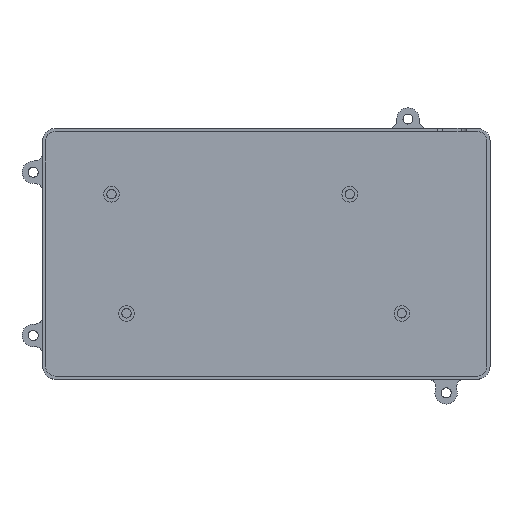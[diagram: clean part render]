
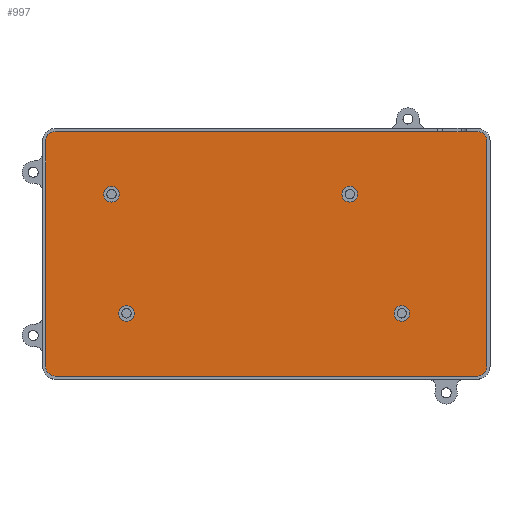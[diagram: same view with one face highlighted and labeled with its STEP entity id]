
A CAD part, top view. The second image highlights one B-rep face of the part: STEP entity #997.
In plain terms, the highlighted planar face has unit normal (0, 0, 1).
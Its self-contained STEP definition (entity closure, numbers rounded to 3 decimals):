
#16=FACE_BOUND('',#135,.T.);
#17=FACE_BOUND('',#136,.T.);
#18=FACE_BOUND('',#137,.T.);
#19=FACE_BOUND('',#138,.T.);
#39=PLANE('',#1077);
#71=FACE_OUTER_BOUND('',#134,.T.);
#134=EDGE_LOOP('',(#717,#718,#719,#720,#721,#722,#723,#724));
#135=EDGE_LOOP('',(#725));
#136=EDGE_LOOP('',(#726));
#137=EDGE_LOOP('',(#727));
#138=EDGE_LOOP('',(#728));
#215=LINE('',#1549,#291);
#228=LINE('',#1600,#304);
#229=LINE('',#1604,#305);
#230=LINE('',#1608,#306);
#291=VECTOR('',#1209,10.);
#304=VECTOR('',#1256,10.);
#305=VECTOR('',#1259,10.);
#306=VECTOR('',#1262,10.);
#374=CIRCLE('',#1075,2.5);
#375=CIRCLE('',#1078,3.);
#376=CIRCLE('',#1079,3.);
#377=CIRCLE('',#1080,3.);
#378=CIRCLE('',#1081,3.);
#379=CIRCLE('',#1082,2.5);
#380=CIRCLE('',#1083,2.5);
#381=CIRCLE('',#1084,2.5);
#436=VERTEX_POINT('',#1546);
#437=VERTEX_POINT('',#1548);
#456=VERTEX_POINT('',#1593);
#457=VERTEX_POINT('',#1598);
#458=VERTEX_POINT('',#1599);
#459=VERTEX_POINT('',#1601);
#460=VERTEX_POINT('',#1603);
#461=VERTEX_POINT('',#1605);
#462=VERTEX_POINT('',#1607);
#463=VERTEX_POINT('',#1611);
#464=VERTEX_POINT('',#1613);
#465=VERTEX_POINT('',#1615);
#535=EDGE_CURVE('',#437,#436,#215,.T.);
#559=EDGE_CURVE('',#456,#456,#374,.T.);
#560=EDGE_CURVE('',#457,#458,#228,.T.);
#561=EDGE_CURVE('',#458,#459,#375,.T.);
#562=EDGE_CURVE('',#459,#460,#229,.T.);
#563=EDGE_CURVE('',#460,#461,#376,.T.);
#564=EDGE_CURVE('',#461,#462,#230,.T.);
#565=EDGE_CURVE('',#462,#437,#377,.T.);
#566=EDGE_CURVE('',#436,#457,#378,.T.);
#567=EDGE_CURVE('',#463,#463,#379,.T.);
#568=EDGE_CURVE('',#464,#464,#380,.T.);
#569=EDGE_CURVE('',#465,#465,#381,.T.);
#717=ORIENTED_EDGE('',*,*,#560,.T.);
#718=ORIENTED_EDGE('',*,*,#561,.T.);
#719=ORIENTED_EDGE('',*,*,#562,.T.);
#720=ORIENTED_EDGE('',*,*,#563,.T.);
#721=ORIENTED_EDGE('',*,*,#564,.T.);
#722=ORIENTED_EDGE('',*,*,#565,.T.);
#723=ORIENTED_EDGE('',*,*,#535,.T.);
#724=ORIENTED_EDGE('',*,*,#566,.T.);
#725=ORIENTED_EDGE('',*,*,#567,.T.);
#726=ORIENTED_EDGE('',*,*,#568,.T.);
#727=ORIENTED_EDGE('',*,*,#569,.T.);
#728=ORIENTED_EDGE('',*,*,#559,.T.);
#997=ADVANCED_FACE('',(#71,#16,#17,#18,#19),#39,.F.);
#1075=AXIS2_PLACEMENT_3D('',#1595,#1250,#1251);
#1077=AXIS2_PLACEMENT_3D('',#1597,#1254,#1255);
#1078=AXIS2_PLACEMENT_3D('',#1602,#1257,#1258);
#1079=AXIS2_PLACEMENT_3D('',#1606,#1260,#1261);
#1080=AXIS2_PLACEMENT_3D('',#1609,#1263,#1264);
#1081=AXIS2_PLACEMENT_3D('',#1610,#1265,#1266);
#1082=AXIS2_PLACEMENT_3D('',#1612,#1267,#1268);
#1083=AXIS2_PLACEMENT_3D('',#1614,#1269,#1270);
#1084=AXIS2_PLACEMENT_3D('',#1616,#1271,#1272);
#1209=DIRECTION('',(-1.,0.,0.));
#1250=DIRECTION('center_axis',(0.,0.,
-1.));
#1251=DIRECTION('ref_axis',(-1.,0.,0.));
#1254=DIRECTION('center_axis',(0.,0.,
-1.));
#1255=DIRECTION('ref_axis',(-1.,0.,0.));
#1256=DIRECTION('',(0.,-1.,0.));
#1257=DIRECTION('center_axis',(0.,0.,
1.));
#1258=DIRECTION('ref_axis',(0.,-1.,0.));
#1259=DIRECTION('',(1.,0.,0.));
#1260=DIRECTION('center_axis',(0.,0.,
1.));
#1261=DIRECTION('ref_axis',(1.,0.,0.));
#1262=DIRECTION('',(0.,1.,0.));
#1263=DIRECTION('center_axis',(0.,0.,
1.));
#1264=DIRECTION('ref_axis',(0.,1.,0.));
#1265=DIRECTION('center_axis',(0.,0.,
1.));
#1266=DIRECTION('ref_axis',(-1.,0.,0.));
#1267=DIRECTION('center_axis',(0.,0.,
-1.));
#1268=DIRECTION('ref_axis',(-1.,0.,0.));
#1269=DIRECTION('center_axis',(0.,0.,
-1.));
#1270=DIRECTION('ref_axis',(-1.,0.,0.));
#1271=DIRECTION('center_axis',(0.,0.,
-1.));
#1272=DIRECTION('ref_axis',(-1.,0.,0.));
#1546=CARTESIAN_POINT('',(5.,80.2,0.));
#1548=CARTESIAN_POINT('',(140.113,80.2,0.));
#1549=CARTESIAN_POINT('',(38.778,80.2,0.));
#1593=CARTESIAN_POINT('',(118.419,22.05,0.));
#1595=CARTESIAN_POINT('Origin',(115.919,22.05,0.));
#1597=CARTESIAN_POINT('Origin',(72.556,41.1,0.));
#1598=CARTESIAN_POINT('',(2.,77.2,0.));
#1599=CARTESIAN_POINT('',(2.,5.,0.));
#1600=CARTESIAN_POINT('',(2.,23.05,0.));
#1601=CARTESIAN_POINT('',(5.,2.,0.));
#1602=CARTESIAN_POINT('Origin',(5.,5.,0.));
#1603=CARTESIAN_POINT('',(140.113,2.,0.));
#1604=CARTESIAN_POINT('',(106.334,2.,0.));
#1605=CARTESIAN_POINT('',(143.113,5.,0.));
#1606=CARTESIAN_POINT('Origin',(140.113,5.,0.));
#1607=CARTESIAN_POINT('',(143.113,77.2,0.));
#1608=CARTESIAN_POINT('',(143.113,59.15,0.));
#1609=CARTESIAN_POINT('Origin',(140.113,77.2,0.));
#1610=CARTESIAN_POINT('Origin',(5.,77.2,0.));
#1611=CARTESIAN_POINT('',(30.313,22.05,0.));
#1612=CARTESIAN_POINT('Origin',(27.813,22.05,0.));
#1613=CARTESIAN_POINT('',(25.55,60.15,0.));
#1614=CARTESIAN_POINT('Origin',(23.05,60.15,0.));
#1615=CARTESIAN_POINT('',(101.75,60.15,0.));
#1616=CARTESIAN_POINT('Origin',(99.25,60.15,0.));
